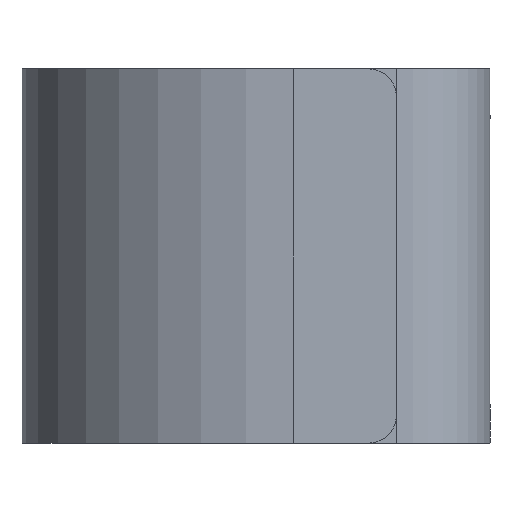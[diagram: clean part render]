
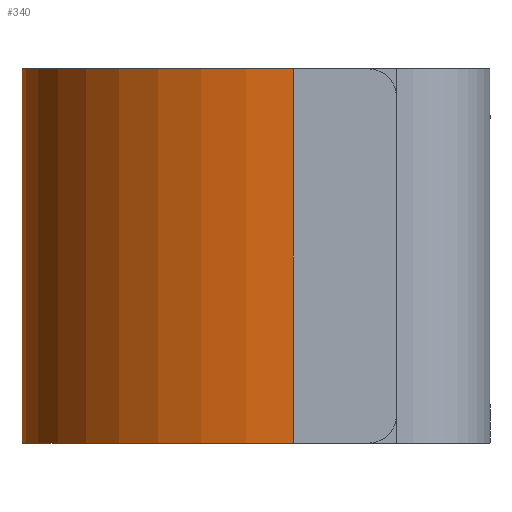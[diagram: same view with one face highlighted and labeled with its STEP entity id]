
A CAD part, left-side view. The second image highlights one B-rep face of the part: STEP entity #340.
In plain terms, the highlighted cylindrical face has radius 29 mm (diameter 58 mm), a partial arc.
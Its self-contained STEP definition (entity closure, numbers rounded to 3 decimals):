
#6 = DIRECTION ( 'NONE',  ( -1., 0., 0. ) ) ;
#26 = CYLINDRICAL_SURFACE ( 'NONE', #600, 29. ) ;
#51 = DIRECTION ( 'NONE',  ( 1., 0., 0. ) ) ;
#74 = LINE ( 'NONE', #350, #210 ) ;
#88 = CARTESIAN_POINT ( 'NONE',  ( 0., 24., 20. ) ) ;
#90 = VERTEX_POINT ( 'NONE', #293 ) ;
#118 = CIRCLE ( 'NONE', #788, 29. ) ;
#144 = CIRCLE ( 'NONE', #320, 29. ) ;
#161 = LINE ( 'NONE', #590, #537 ) ;
#163 = VERTEX_POINT ( 'NONE', #778 ) ;
#210 = VECTOR ( 'NONE', #395, 1000. ) ;
#216 = CARTESIAN_POINT ( 'NONE',  ( 29., 24., -20. ) ) ;
#243 = ORIENTED_EDGE ( 'NONE', *, *, #345, .T. ) ;
#293 = CARTESIAN_POINT ( 'NONE',  ( -29., 24., -20. ) ) ;
#299 = EDGE_CURVE ( 'NONE', #163, #685, #118, .T. ) ;
#303 = EDGE_CURVE ( 'NONE', #163, #90, #161, .T. ) ;
#320 = AXIS2_PLACEMENT_3D ( 'NONE', #761, #638, #51 ) ;
#340 = ADVANCED_FACE ( 'NONE', ( #471 ), #26, .T. ) ;
#341 = ORIENTED_EDGE ( 'NONE', *, *, #725, .F. ) ;
#343 = DIRECTION ( 'NONE',  ( 0., 0., -1. ) ) ;
#345 = EDGE_CURVE ( 'NONE', #685, #799, #74, .T. ) ;
#350 = CARTESIAN_POINT ( 'NONE',  ( 29., 24., 20. ) ) ;
#395 = DIRECTION ( 'NONE',  ( 0., 0., -1. ) ) ;
#471 = FACE_OUTER_BOUND ( 'NONE', #472, .T. ) ;
#472 = EDGE_LOOP ( 'NONE', ( #341, #563, #610, #243 ) ) ;
#537 = VECTOR ( 'NONE', #609, 1000. ) ;
#563 = ORIENTED_EDGE ( 'NONE', *, *, #303, .F. ) ;
#590 = CARTESIAN_POINT ( 'NONE',  ( -29., 24., 20. ) ) ;
#594 = DIRECTION ( 'NONE',  ( 1., 0., 0. ) ) ;
#600 = AXIS2_PLACEMENT_3D ( 'NONE', #88, #724, #6 ) ;
#609 = DIRECTION ( 'NONE',  ( 0., 0., -1. ) ) ;
#610 = ORIENTED_EDGE ( 'NONE', *, *, #299, .T. ) ;
#638 = DIRECTION ( 'NONE',  ( 0., 0., -1. ) ) ;
#659 = CARTESIAN_POINT ( 'NONE',  ( 0., 24., 20. ) ) ;
#685 = VERTEX_POINT ( 'NONE', #831 ) ;
#724 = DIRECTION ( 'NONE',  ( 0., 0., -1. ) ) ;
#725 = EDGE_CURVE ( 'NONE', #90, #799, #144, .T. ) ;
#761 = CARTESIAN_POINT ( 'NONE',  ( 0., 24., -20. ) ) ;
#778 = CARTESIAN_POINT ( 'NONE',  ( -29., 24., 20. ) ) ;
#788 = AXIS2_PLACEMENT_3D ( 'NONE', #659, #343, #594 ) ;
#799 = VERTEX_POINT ( 'NONE', #216 ) ;
#831 = CARTESIAN_POINT ( 'NONE',  ( 29., 24., 20. ) ) ;
